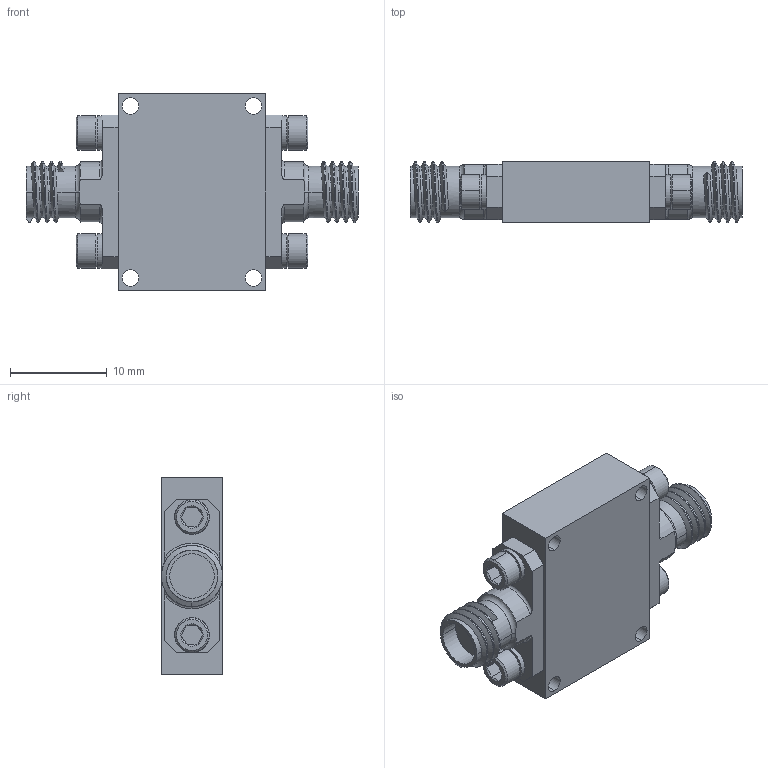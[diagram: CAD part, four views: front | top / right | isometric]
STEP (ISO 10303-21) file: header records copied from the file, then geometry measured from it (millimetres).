
FILE_DESCRIPTION (( 'STEP AP214' ), '1' );
FILE_NAME ('UH-120-2C, DF.STEP', '2026-01-22T22:44:38', ( '' ), ( '' ), 'SwSTEP 2.0', 'SolidWorks 2021', '' );
FILE_SCHEMA (( 'AUTOMOTIVE_DESIGN' ));
Length unit declared in the file: inch
Products named in the file (1): UH-120-2C, DF
Bounding box: 34.29 x 6.35 x 20.32 mm (x, y, z)
Volume: 2751 mm3; surface area: 2413.4 mm2
Topology: 6 solids, 8 shells, 295 faces, 708 edges, 444 vertices
Faces by surface type: plane 133, cylinder 88, cone 60, torus 8, bspline 6
Entity records: 13683 total; most frequent: CARTESIAN_POINT 3118, ORIENTED_EDGE 1408, DIRECTION 1366, EDGE_CURVE 704, AXIS2_PLACEMENT_3D 514, VERTEX_POINT 444, VECTOR 338, LINE 338
